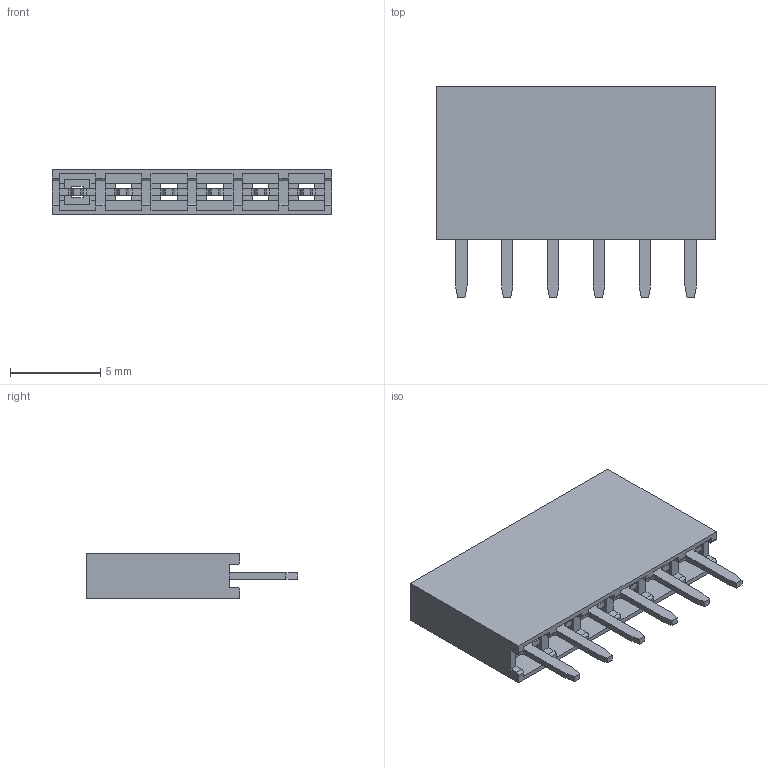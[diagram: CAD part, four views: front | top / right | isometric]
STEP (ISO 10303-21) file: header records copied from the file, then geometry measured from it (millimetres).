
FILE_DESCRIPTION(/* description */ ('STEP AP214'),/* implementation_level */ '2;1');
FILE_NAME(/* name */ 'female_header_a-bl254-eg-g06d-2.stp',/* time_stamp */ '2023-10-30T09:19:08-03:00',/* author */ ('rogerio.marcondeli'),/* organization */ ('TraceParts S.A.'),/* preprocessor_version */ 'ST-DEVELOPER v18.1',/* originating_system */ 'Autodesk Inventor 2022',/* authorisation */ ' ');
FILE_SCHEMA (('AUTOMOTIVE_DESIGN { 1 0 10303 214 3 1 1 }'));
Length unit declared in the file: millimetre
Products named in the file (1): female_header_a-bl254-eg-g06d
Bounding box: 15.49 x 11.7 x 2.5 mm (x, y, z)
Volume: 144.7 mm3; surface area: 825.5 mm2
Topology: 1 solids, 1 shells, 224 faces, 678 edges, 452 vertices
Faces by surface type: plane 198, cylinder 26
Entity records: 7827 total; most frequent: ORIENTED_EDGE 1356, CARTESIAN_POINT 1355, DIRECTION 1180, EDGE_CURVE 678, LINE 626, VECTOR 626, VERTEX_POINT 452, AXIS2_PLACEMENT_3D 277
